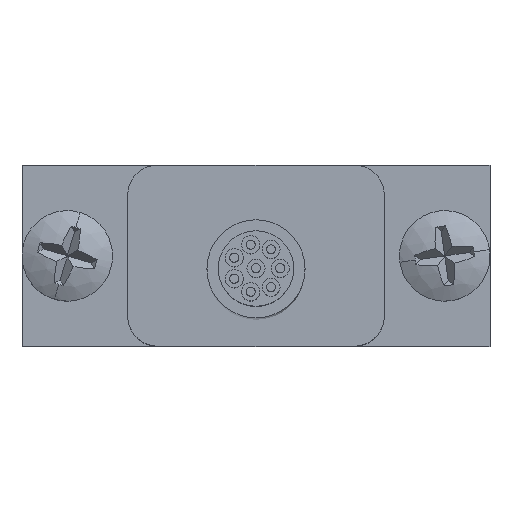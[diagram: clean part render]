
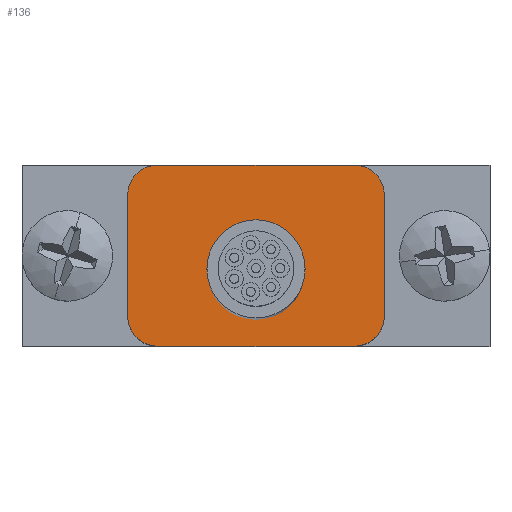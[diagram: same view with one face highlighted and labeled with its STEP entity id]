
A CAD part, top view. The second image highlights one B-rep face of the part: STEP entity #136.
In plain terms, the highlighted planar face has unit normal (0, 0, 1).
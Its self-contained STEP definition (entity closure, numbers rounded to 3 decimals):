
#136 = ADVANCED_FACE ( 'NONE', ( #2156, #4336 ), #8344, .T. ) ;
#635 = CARTESIAN_POINT ( 'NONE',  ( -8.5, 4., 29.75 ) ) ;
#654 = CARTESIAN_POINT ( 'NONE',  ( -3.15, -1., 29.75 ) ) ;
#791 = AXIS2_PLACEMENT_3D ( 'NONE', #5642, #5438, #5459 ) ;
#857 = CARTESIAN_POINT ( 'NONE',  ( 6.5, -6., 29.75 ) ) ;
#1297 = CIRCLE ( 'NONE', #10353, 2. ) ;
#1728 = CARTESIAN_POINT ( 'NONE',  ( 8.5, -6., 29.75 ) ) ;
#1777 = VERTEX_POINT ( 'NONE', #5194 ) ;
#1849 = CIRCLE ( 'NONE', #2656, 2. ) ;
#1859 = LINE ( 'NONE', #1728, #2109 ) ;
#1886 = EDGE_CURVE ( 'NONE', #2743, #7462, #4425, .T. ) ;
#2109 = VECTOR ( 'NONE', #4955, 1000. ) ;
#2156 = FACE_BOUND ( 'NONE', #9320, .T. ) ;
#2578 = EDGE_CURVE ( 'NONE', #1777, #3095, #1859, .T. ) ;
#2656 = AXIS2_PLACEMENT_3D ( 'NONE', #6673, #6695, #6710 ) ;
#2743 = VERTEX_POINT ( 'NONE', #654 ) ;
#2979 = VERTEX_POINT ( 'NONE', #5297 ) ;
#3030 = EDGE_CURVE ( 'NONE', #3095, #7451, #1849, .T. ) ;
#3095 = VERTEX_POINT ( 'NONE', #7625 ) ;
#3364 = ORIENTED_EDGE ( 'NONE', *, *, #7067, .F. ) ;
#3488 = VERTEX_POINT ( 'NONE', #857 ) ;
#3510 = CARTESIAN_POINT ( 'NONE',  ( -8.5, 6., 29.75 ) ) ;
#3761 = LINE ( 'NONE', #6885, #5993 ) ;
#3845 = AXIS2_PLACEMENT_3D ( 'NONE', #4640, #8376, #3864 ) ;
#3864 = DIRECTION ( 'NONE',  ( 1., 0., 0. ) ) ;
#3909 = DIRECTION ( 'NONE',  ( 1., 0., 0. ) ) ;
#4014 = VECTOR ( 'NONE', #7215, 1000. ) ;
#4336 = FACE_OUTER_BOUND ( 'NONE', #6358, .T. ) ;
#4425 = CIRCLE ( 'NONE', #4440, 3.15 ) ;
#4440 = AXIS2_PLACEMENT_3D ( 'NONE', #7057, #8129, #7465 ) ;
#4640 = CARTESIAN_POINT ( 'NONE',  ( -8.5, -6., 29.75 ) ) ;
#4711 = CIRCLE ( 'NONE', #9988, 3.15 ) ;
#4934 = CARTESIAN_POINT ( 'NONE',  ( 3.15, -1., 29.75 ) ) ;
#4955 = DIRECTION ( 'NONE',  ( 0., 1., 0. ) ) ;
#4970 = CARTESIAN_POINT ( 'NONE',  ( 6.5, 6., 29.75 ) ) ;
#4993 = EDGE_CURVE ( 'NONE', #2979, #9293, #1297, .T. ) ;
#5194 = CARTESIAN_POINT ( 'NONE',  ( 8.5, -4., 29.75 ) ) ;
#5297 = CARTESIAN_POINT ( 'NONE',  ( -8.5, -4., 29.75 ) ) ;
#5438 = DIRECTION ( 'NONE',  ( 0., 0., 1. ) ) ;
#5449 = VERTEX_POINT ( 'NONE', #6209 ) ;
#5459 = DIRECTION ( 'NONE',  ( 1., 0., 0. ) ) ;
#5615 = CIRCLE ( 'NONE', #8142, 2. ) ;
#5642 = CARTESIAN_POINT ( 'NONE',  ( 6.5, -4., 29.75 ) ) ;
#5702 = EDGE_CURVE ( 'NONE', #3488, #1777, #7921, .T. ) ;
#5796 = ORIENTED_EDGE ( 'NONE', *, *, #8876, .T. ) ;
#5886 = ORIENTED_EDGE ( 'NONE', *, *, #7197, .T. ) ;
#5993 = VECTOR ( 'NONE', #6855, 1000. ) ;
#6209 = CARTESIAN_POINT ( 'NONE',  ( -6.5, 6., 29.75 ) ) ;
#6245 = LINE ( 'NONE', #7614, #4014 ) ;
#6358 = EDGE_LOOP ( 'NONE', ( #8574, #5886, #9323, #8038, #5796, #8990, #7365, #8424 ) ) ;
#6582 = EDGE_CURVE ( 'NONE', #5449, #7451, #6667, .T. ) ;
#6667 = LINE ( 'NONE', #3510, #6947 ) ;
#6673 = CARTESIAN_POINT ( 'NONE',  ( 6.5, 4., 29.75 ) ) ;
#6695 = DIRECTION ( 'NONE',  ( 0., 0., 1. ) ) ;
#6710 = DIRECTION ( 'NONE',  ( 1., 0., 0. ) ) ;
#6789 = DIRECTION ( 'NONE',  ( 1., 0., 0. ) ) ;
#6799 = DIRECTION ( 'NONE',  ( 0., 0., 1. ) ) ;
#6855 = DIRECTION ( 'NONE',  ( 1., 0., 0. ) ) ;
#6885 = CARTESIAN_POINT ( 'NONE',  ( -8.5, -6., 29.75 ) ) ;
#6910 = DIRECTION ( 'NONE',  ( 1., 0., 0. ) ) ;
#6919 = DIRECTION ( 'NONE',  ( 0., 0., 1. ) ) ;
#6930 = CARTESIAN_POINT ( 'NONE',  ( -6.5, 4., 29.75 ) ) ;
#6947 = VECTOR ( 'NONE', #3909, 1000. ) ;
#7057 = CARTESIAN_POINT ( 'NONE',  ( 0., -1., 29.75 ) ) ;
#7067 = EDGE_CURVE ( 'NONE', #7462, #2743, #4711, .T. ) ;
#7142 = CARTESIAN_POINT ( 'NONE',  ( -6.5, -4., 29.75 ) ) ;
#7197 = EDGE_CURVE ( 'NONE', #5449, #7881, #5615, .T. ) ;
#7215 = DIRECTION ( 'NONE',  ( 0., 1., 0. ) ) ;
#7365 = ORIENTED_EDGE ( 'NONE', *, *, #2578, .T. ) ;
#7451 = VERTEX_POINT ( 'NONE', #4970 ) ;
#7462 = VERTEX_POINT ( 'NONE', #4934 ) ;
#7465 = DIRECTION ( 'NONE',  ( 1., 0., 0. ) ) ;
#7614 = CARTESIAN_POINT ( 'NONE',  ( -8.5, -6., 29.75 ) ) ;
#7625 = CARTESIAN_POINT ( 'NONE',  ( 8.5, 4., 29.75 ) ) ;
#7881 = VERTEX_POINT ( 'NONE', #635 ) ;
#7921 = CIRCLE ( 'NONE', #791, 2. ) ;
#8038 = ORIENTED_EDGE ( 'NONE', *, *, #4993, .T. ) ;
#8129 = DIRECTION ( 'NONE',  ( 0., 0., 1. ) ) ;
#8142 = AXIS2_PLACEMENT_3D ( 'NONE', #6930, #6919, #6910 ) ;
#8146 = DIRECTION ( 'NONE',  ( 1., 0., 0. ) ) ;
#8153 = DIRECTION ( 'NONE',  ( 0., 0., 1. ) ) ;
#8177 = CARTESIAN_POINT ( 'NONE',  ( 0., -1., 29.75 ) ) ;
#8344 = PLANE ( 'NONE',  #3845 ) ;
#8376 = DIRECTION ( 'NONE',  ( 0., 0., 1. ) ) ;
#8424 = ORIENTED_EDGE ( 'NONE', *, *, #3030, .T. ) ;
#8574 = ORIENTED_EDGE ( 'NONE', *, *, #6582, .F. ) ;
#8808 = CARTESIAN_POINT ( 'NONE',  ( -6.5, -6., 29.75 ) ) ;
#8847 = EDGE_CURVE ( 'NONE', #2979, #7881, #6245, .T. ) ;
#8876 = EDGE_CURVE ( 'NONE', #9293, #3488, #3761, .T. ) ;
#8990 = ORIENTED_EDGE ( 'NONE', *, *, #5702, .T. ) ;
#9293 = VERTEX_POINT ( 'NONE', #8808 ) ;
#9320 = EDGE_LOOP ( 'NONE', ( #3364, #9354 ) ) ;
#9323 = ORIENTED_EDGE ( 'NONE', *, *, #8847, .F. ) ;
#9354 = ORIENTED_EDGE ( 'NONE', *, *, #1886, .F. ) ;
#9988 = AXIS2_PLACEMENT_3D ( 'NONE', #8177, #8153, #8146 ) ;
#10353 = AXIS2_PLACEMENT_3D ( 'NONE', #7142, #6799, #6789 ) ;
